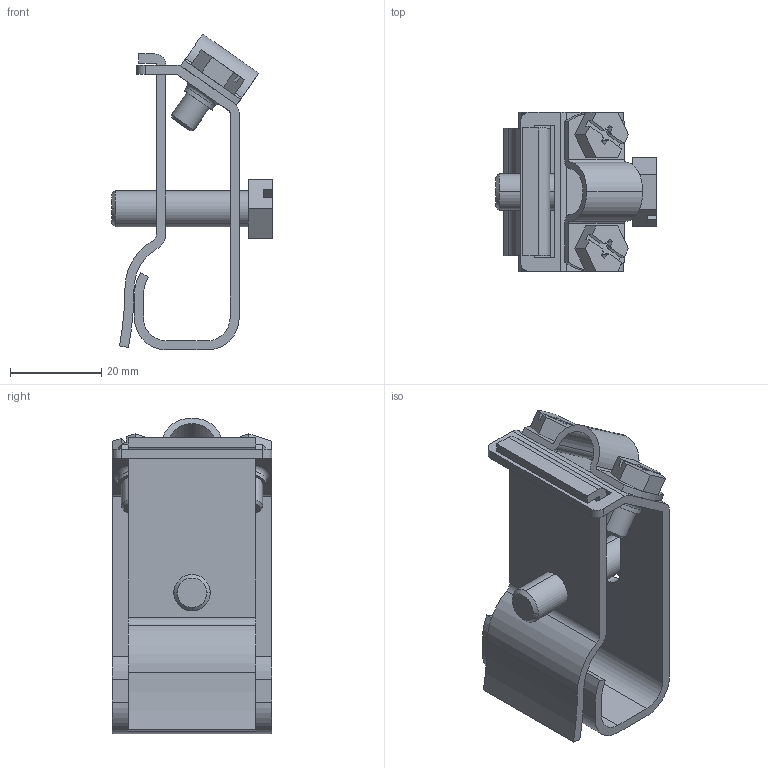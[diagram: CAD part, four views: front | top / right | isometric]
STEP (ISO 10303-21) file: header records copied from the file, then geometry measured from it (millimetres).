
FILE_DESCRIPTION (( 'STEP AP214' ), '1' );
FILE_NAME ('5316324_Rinnenklemme-267_VA.STEP', '2019-12-20T10:03:12', ( 'Ungarn' ), ( 'Microsoft' ), 'SwSTEP 2.0', 'SolidWorks 2018', '' );
FILE_SCHEMA (( 'AUTOMOTIVE_DESIGN' ));
Length unit declared in the file: millimetre
Products named in the file (7): Imported_6; Imported_5; Imported_4; Imported_3; Imported_2; Imported; 5316324_Rinnenklemme-267_VA
Assembly tree (6 placements, depth 2):
  5316324_Rinnenklemme-267_VA
    Imported
    Imported_2
    Imported_3
    Imported_4
    Imported_5
    Imported_6
Bounding box: 35.3 x 35 x 69.36 mm (x, y, z)
Volume: 15213.4 mm3; surface area: 15974.3 mm2
Topology: 6 solids, 6 shells, 387 faces, 1057 edges, 700 vertices
Faces by surface type: plane 278, cylinder 79, cone 18, bspline 8, torus 4
Entity records: 17278 total; most frequent: CARTESIAN_POINT 2791, ORIENTED_EDGE 2114, DIRECTION 1993, EDGE_CURVE 1057, VECTOR 845, LINE 845, VERTEX_POINT 700, AXIS2_PLACEMENT_3D 574
